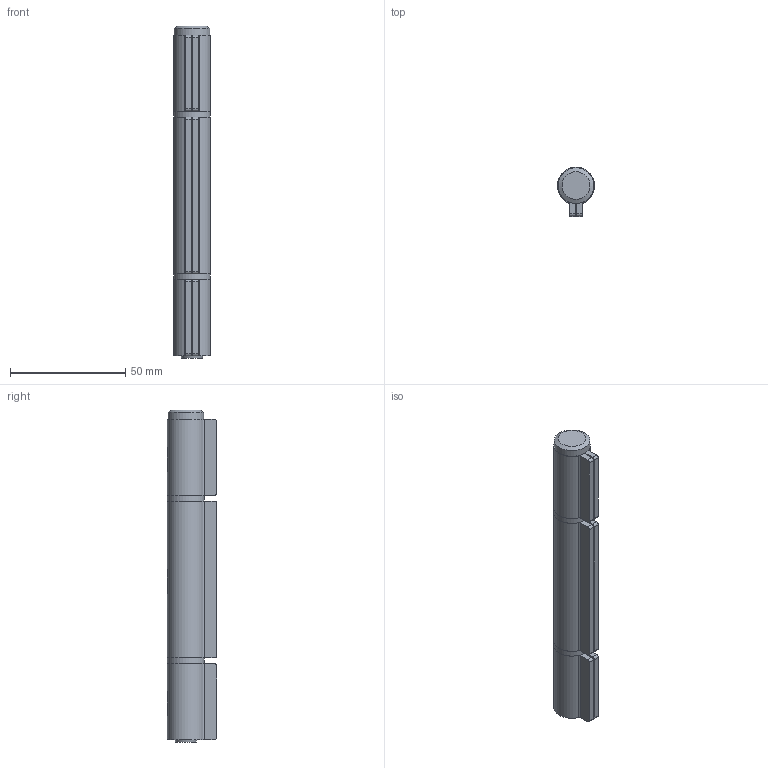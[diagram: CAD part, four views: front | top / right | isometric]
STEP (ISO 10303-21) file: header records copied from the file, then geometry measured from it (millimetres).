
FILE_DESCRIPTION(/* description */ ('CERNIERA 410Z-140'),/* implementation_level */ '2;1');
FILE_NAME(/* name */ '11605014 001.stp',/* time_stamp */ '2023-11-21T14:37:39+01:00',/* author */ ('gcocco'),/* organization */ (''),/* preprocessor_version */ 'ST-DEVELOPER v19.2',/* originating_system */ 'Autodesk Inventor 2023',/* authorisation */ '');
FILE_SCHEMA (('AUTOMOTIVE_DESIGN { 1 0 10303 214 3 1 1 }'));
Length unit declared in the file: millimetre
Products named in the file (5): 11605014  001; 21000807  001; 28303005  001; 28303012  001; 23000108
Assembly tree (6 placements, depth 2):
  11605014  001
    23000108  x2
    21000807  001
    28303005  001
    28303012  001  x2
Bounding box: 16 x 21.3 x 144 mm (x, y, z)
Volume: 30958.2 mm3; surface area: 24363.4 mm2
Topology: 6 solids, 7 shells, 550 faces, 1449 edges, 967 vertices
Faces by surface type: plane 421, cylinder 103, bspline 24, cone 2
Full cylindrical faces by diameter (mm): 10.6 x1, 11 x2, 15.5 x1, 16 x2
Entity records: 12281 total; most frequent: CARTESIAN_POINT 2763, DIRECTION 1968, ORIENTED_EDGE 1934, EDGE_CURVE 969, AXIS2_PLACEMENT_3D 684, VERTEX_POINT 647, LINE 600, VECTOR 600
